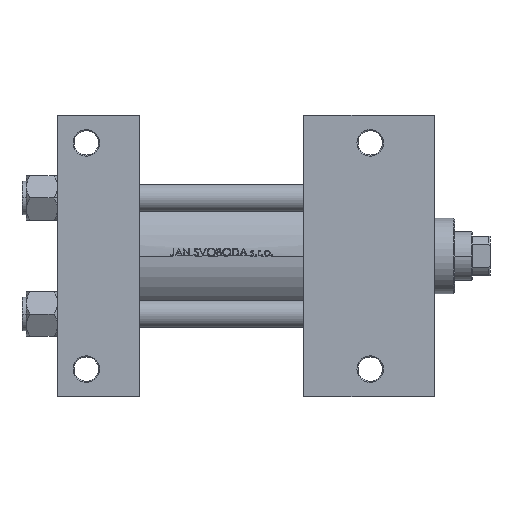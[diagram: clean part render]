
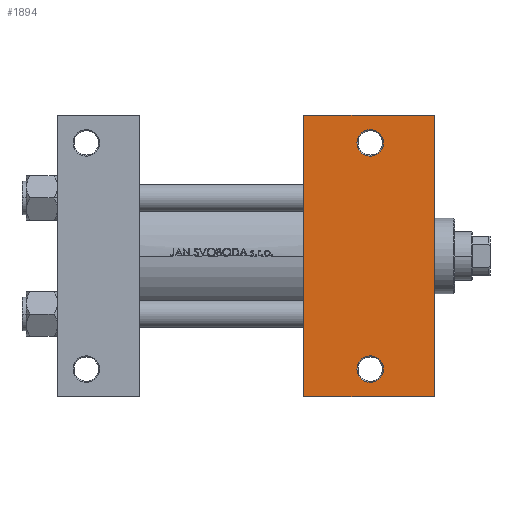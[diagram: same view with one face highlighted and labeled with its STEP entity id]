
A CAD part, front view. The second image highlights one B-rep face of the part: STEP entity #1894.
In plain terms, the highlighted face is planar.
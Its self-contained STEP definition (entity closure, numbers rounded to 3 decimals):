
#689 = CIRCLE ( 'NONE', #17378, 6. ) ;
#1894 = ADVANCED_FACE ( 'NONE', ( #13827, #48942, #25785 ), #26036, .T. ) ;
#3555 = CARTESIAN_POINT ( 'NONE',  ( 111., 63.5, -37.5 ) ) ;
#4654 = EDGE_CURVE ( 'NONE', #22985, #9456, #8806, .T. ) ;
#5054 = CARTESIAN_POINT ( 'NONE',  ( 111., -63.5, -37.5 ) ) ;
#6895 = VERTEX_POINT ( 'NONE', #34817 ) ;
#7412 = AXIS2_PLACEMENT_3D ( 'NONE', #28425, #14189, #43603 ) ;
#8806 = LINE ( 'NONE', #5054, #23137 ) ;
#9456 = VERTEX_POINT ( 'NONE', #26909 ) ;
#9536 = CIRCLE ( 'NONE', #28630, 6. ) ;
#9865 = ORIENTED_EDGE ( 'NONE', *, *, #24171, .T. ) ;
#10312 = DIRECTION ( 'NONE',  ( -1., 0., 0. ) ) ;
#10932 = AXIS2_PLACEMENT_3D ( 'NONE', #49038, #14913, #30124 ) ;
#11162 = EDGE_CURVE ( 'NONE', #23710, #27080, #24148, .T. ) ;
#12073 = AXIS2_PLACEMENT_3D ( 'NONE', #29526, #21785, #44218 ) ;
#13798 = VERTEX_POINT ( 'NONE', #15737 ) ;
#13827 = FACE_BOUND ( 'NONE', #21280, .T. ) ;
#14189 = DIRECTION ( 'NONE',  ( 0., 0., 1. ) ) ;
#14913 = DIRECTION ( 'NONE',  ( 0., 0., 1. ) ) ;
#15737 = CARTESIAN_POINT ( 'NONE',  ( 135., -51., -37.5 ) ) ;
#16749 = DIRECTION ( 'NONE',  ( -1., 0., 0. ) ) ;
#17378 = AXIS2_PLACEMENT_3D ( 'NONE', #30658, #28156, #47326 ) ;
#18065 = CIRCLE ( 'NONE', #10932, 6. ) ;
#18191 = EDGE_LOOP ( 'NONE', ( #47342, #34898 ) ) ;
#18678 = EDGE_CURVE ( 'NONE', #45804, #9456, #33600, .T. ) ;
#18986 = VECTOR ( 'NONE', #22978, 1000. ) ;
#21280 = EDGE_LOOP ( 'NONE', ( #30435, #9865 ) ) ;
#21665 = EDGE_CURVE ( 'NONE', #6895, #22985, #25584, .T. ) ;
#21785 = DIRECTION ( 'NONE',  ( 0., 0., -1. ) ) ;
#22978 = DIRECTION ( 'NONE',  ( 1., 0., 0. ) ) ;
#22985 = VERTEX_POINT ( 'NONE', #37173 ) ;
#23137 = VECTOR ( 'NONE', #16749, 1000. ) ;
#23710 = VERTEX_POINT ( 'NONE', #29503 ) ;
#24148 = CIRCLE ( 'NONE', #7412, 6. ) ;
#24171 = EDGE_CURVE ( 'NONE', #27080, #23710, #18065, .T. ) ;
#24694 = CARTESIAN_POINT ( 'NONE',  ( 111., 63.5, -37.5 ) ) ;
#25053 = VECTOR ( 'NONE', #29392, 1000. ) ;
#25584 = LINE ( 'NONE', #37039, #40271 ) ;
#25785 = FACE_OUTER_BOUND ( 'NONE', #32440, .T. ) ;
#26036 = PLANE ( 'NONE',  #12073 ) ;
#26625 = ORIENTED_EDGE ( 'NONE', *, *, #21665, .T. ) ;
#26909 = CARTESIAN_POINT ( 'NONE',  ( 111., -63.5, -37.5 ) ) ;
#27080 = VERTEX_POINT ( 'NONE', #27781 ) ;
#27339 = EDGE_CURVE ( 'NONE', #45804, #6895, #38178, .T. ) ;
#27781 = CARTESIAN_POINT ( 'NONE',  ( 147., 51., -37.5 ) ) ;
#28156 = DIRECTION ( 'NONE',  ( 0., 0., 1. ) ) ;
#28425 = CARTESIAN_POINT ( 'NONE',  ( 141., 51., -37.5 ) ) ;
#28630 = AXIS2_PLACEMENT_3D ( 'NONE', #29243, #44430, #10312 ) ;
#29243 = CARTESIAN_POINT ( 'NONE',  ( 141., -51., -37.5 ) ) ;
#29392 = DIRECTION ( 'NONE',  ( 0., -1., 0. ) ) ;
#29503 = CARTESIAN_POINT ( 'NONE',  ( 135., 51., -37.5 ) ) ;
#29526 = CARTESIAN_POINT ( 'NONE',  ( 170., 37.5, -37.5 ) ) ;
#29551 = CARTESIAN_POINT ( 'NONE',  ( 147., -51., -37.5 ) ) ;
#30124 = DIRECTION ( 'NONE',  ( -1., 0., 0. ) ) ;
#30435 = ORIENTED_EDGE ( 'NONE', *, *, #11162, .T. ) ;
#30658 = CARTESIAN_POINT ( 'NONE',  ( 141., -51., -37.5 ) ) ;
#30808 = EDGE_CURVE ( 'NONE', #33716, #13798, #9536, .T. ) ;
#31897 = ORIENTED_EDGE ( 'NONE', *, *, #4654, .T. ) ;
#32440 = EDGE_LOOP ( 'NONE', ( #38884, #32751, #26625, #31897 ) ) ;
#32751 = ORIENTED_EDGE ( 'NONE', *, *, #27339, .T. ) ;
#33600 = LINE ( 'NONE', #36848, #25053 ) ;
#33716 = VERTEX_POINT ( 'NONE', #29551 ) ;
#34817 = CARTESIAN_POINT ( 'NONE',  ( 170., 63.5, -37.5 ) ) ;
#34898 = ORIENTED_EDGE ( 'NONE', *, *, #30808, .T. ) ;
#36848 = CARTESIAN_POINT ( 'NONE',  ( 111., 37.5, -37.5 ) ) ;
#37039 = CARTESIAN_POINT ( 'NONE',  ( 170., 37.5, -37.5 ) ) ;
#37173 = CARTESIAN_POINT ( 'NONE',  ( 170., -63.5, -37.5 ) ) ;
#37285 = DIRECTION ( 'NONE',  ( 0., -1., 0. ) ) ;
#38178 = LINE ( 'NONE', #3555, #18986 ) ;
#38884 = ORIENTED_EDGE ( 'NONE', *, *, #18678, .F. ) ;
#40271 = VECTOR ( 'NONE', #37285, 1000. ) ;
#43603 = DIRECTION ( 'NONE',  ( -1., 0., 0. ) ) ;
#44218 = DIRECTION ( 'NONE',  ( -1., 0., 0. ) ) ;
#44430 = DIRECTION ( 'NONE',  ( 0., 0., 1. ) ) ;
#45804 = VERTEX_POINT ( 'NONE', #24694 ) ;
#47326 = DIRECTION ( 'NONE',  ( -1., 0., 0. ) ) ;
#47342 = ORIENTED_EDGE ( 'NONE', *, *, #48027, .T. ) ;
#48027 = EDGE_CURVE ( 'NONE', #13798, #33716, #689, .T. ) ;
#48942 = FACE_BOUND ( 'NONE', #18191, .T. ) ;
#49038 = CARTESIAN_POINT ( 'NONE',  ( 141., 51., -37.5 ) ) ;
